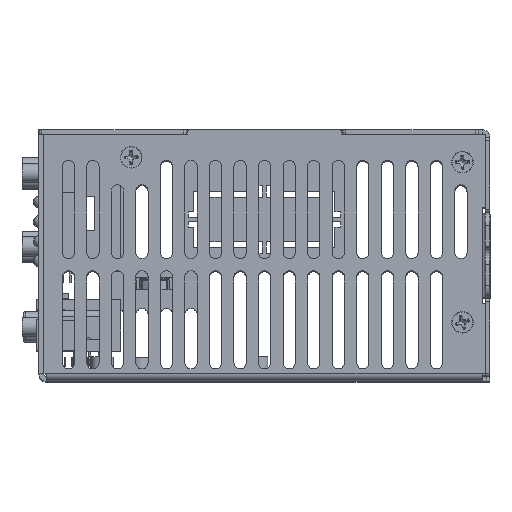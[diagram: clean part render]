
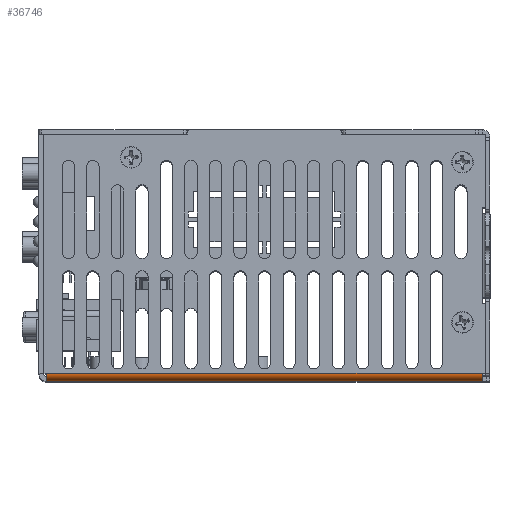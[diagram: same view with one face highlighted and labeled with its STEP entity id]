
A CAD part, top view. The second image highlights one B-rep face of the part: STEP entity #36746.
In plain terms, the highlighted cylindrical face has radius 2.007 mm (diameter 4.013 mm), a partial arc.
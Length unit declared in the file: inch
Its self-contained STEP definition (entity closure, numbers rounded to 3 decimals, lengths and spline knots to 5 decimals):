
#3308=FACE_OUTER_BOUND('',#5419,.T.);
#5419=EDGE_LOOP('',(#27670,#27671,#27672,#27673));
#8040=LINE('',#54853,#11994);
#8146=LINE('',#55145,#12100);
#11994=VECTOR('',#44196,0.3937);
#12100=VECTOR('',#44478,0.3937);
#15471=CIRCLE('',#39393,0.079);
#15480=CIRCLE('',#39412,0.079);
#17209=VERTEX_POINT('',#54850);
#17210=VERTEX_POINT('',#54852);
#17303=VERTEX_POINT('',#55112);
#17308=VERTEX_POINT('',#55143);
#21100=EDGE_CURVE('',#17209,#17210,#8040,.T.);
#21237=EDGE_CURVE('',#17303,#17210,#15471,.T.);
#21253=EDGE_CURVE('',#17209,#17308,#15480,.T.);
#21254=EDGE_CURVE('',#17303,#17308,#8146,.T.);
#27670=ORIENTED_EDGE('',*,*,#21237,.T.);
#27671=ORIENTED_EDGE('',*,*,#21100,.F.);
#27672=ORIENTED_EDGE('',*,*,#21253,.T.);
#27673=ORIENTED_EDGE('',*,*,#21254,.F.);
#36043=CYLINDRICAL_SURFACE('',#39411,0.079);
#36746=ADVANCED_FACE('',(#3308),#36043,.T.);
#39393=AXIS2_PLACEMENT_3D('',#55113,#44431,#44432);
#39411=AXIS2_PLACEMENT_3D('',#55142,#44474,#44475);
#39412=AXIS2_PLACEMENT_3D('',#55144,#44476,#44477);
#44196=DIRECTION('',(1.,0.,0.));
#44431=DIRECTION('center_axis',(-1.,0.,0.));
#44432=DIRECTION('ref_axis',(0.,-1.,0.));
#44474=DIRECTION('center_axis',(-1.,0.,0.));
#44475=DIRECTION('ref_axis',(0.,-1.,0.));
#44476=DIRECTION('center_axis',(1.,0.,0.));
#44477=DIRECTION('ref_axis',(0.,-1.,0.));
#44478=DIRECTION('',(-1.,0.,0.));
#54850=CARTESIAN_POINT('',(-4.517,0.079,0.));
#54852=CARTESIAN_POINT('',(-0.08,0.079,0.));
#54853=CARTESIAN_POINT('',(-2.274,0.079,0.));
#55112=CARTESIAN_POINT('',(-0.08,0.,-0.079));
#55113=CARTESIAN_POINT('Origin',(-0.08,0.079,-0.079));
#55142=CARTESIAN_POINT('Origin',(-2.274,0.079,-0.079));
#55143=CARTESIAN_POINT('',(-4.517,0.,-0.079));
#55144=CARTESIAN_POINT('Origin',(-4.517,0.079,-0.079));
#55145=CARTESIAN_POINT('',(-1.137,0.,-0.079));
